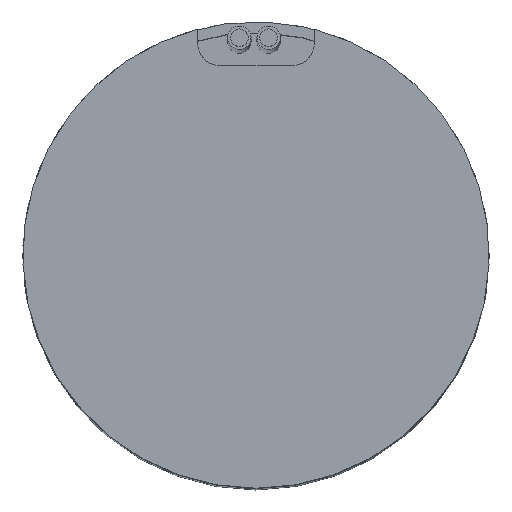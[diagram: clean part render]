
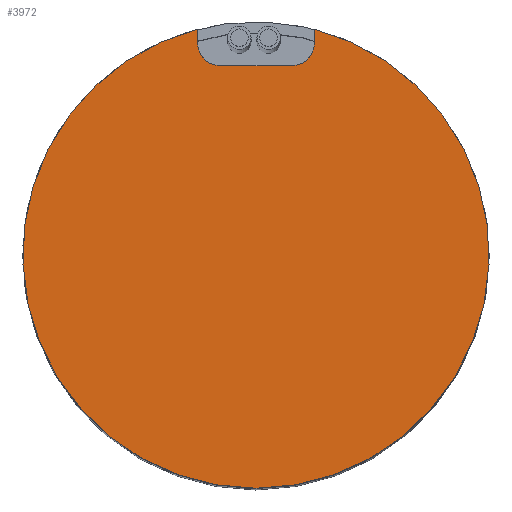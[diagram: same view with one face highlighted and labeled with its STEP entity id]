
A CAD part, top view. The second image highlights one B-rep face of the part: STEP entity #3972.
In plain terms, the highlighted face is planar.
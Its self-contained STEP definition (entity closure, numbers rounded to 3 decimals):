
#194 = VERTEX_POINT ( 'NONE', #2583 ) ;
#298 = CARTESIAN_POINT ( 'NONE',  ( -19.598, -4., 0. ) ) ;
#319 = VERTEX_POINT ( 'NONE', #2616 ) ;
#436 = PLANE ( 'NONE',  #2072 ) ;
#512 = LINE ( 'NONE', #4116, #4745 ) ;
#706 = CARTESIAN_POINT ( 'NONE',  ( -14.5, 4., 0. ) ) ;
#722 = CARTESIAN_POINT ( 'NONE',  ( -14.5, 4., 0. ) ) ;
#822 = VERTEX_POINT ( 'NONE', #3036 ) ;
#969 = AXIS2_PLACEMENT_3D ( 'NONE', #985, #3921, #1379 ) ;
#985 = CARTESIAN_POINT ( 'NONE',  ( -14.5, -2.5, 0. ) ) ;
#1022 = ORIENTED_EDGE ( 'NONE', *, *, #4475, .F. ) ;
#1184 = VECTOR ( 'NONE', #3239, 1000. ) ;
#1271 = EDGE_CURVE ( 'NONE', #1987, #2988, #3931, .T. ) ;
#1379 = DIRECTION ( 'NONE',  ( -1., 0., 0. ) ) ;
#1676 = CARTESIAN_POINT ( 'NONE',  ( -14.5, 2.5, 0. ) ) ;
#1690 = DIRECTION ( 'NONE',  ( 1., 0., 0. ) ) ;
#1691 = EDGE_CURVE ( 'NONE', #194, #3866, #512, .T. ) ;
#1877 = FACE_OUTER_BOUND ( 'NONE', #2524, .T. ) ;
#1987 = VERTEX_POINT ( 'NONE', #3962 ) ;
#2072 = AXIS2_PLACEMENT_3D ( 'NONE', #5077, #4251, #1690 ) ;
#2102 = DIRECTION ( 'NONE',  ( -1., 0., 0. ) ) ;
#2462 = CARTESIAN_POINT ( 'NONE',  ( 0., 0., 0. ) ) ;
#2524 = EDGE_LOOP ( 'NONE', ( #4191, #2732, #1022, #5425, #5209, #5134 ) ) ;
#2583 = CARTESIAN_POINT ( 'NONE',  ( -13., 2.5, 0. ) ) ;
#2616 = CARTESIAN_POINT ( 'NONE',  ( -15.492, -4., 0. ) ) ;
#2732 = ORIENTED_EDGE ( 'NONE', *, *, #1271, .F. ) ;
#2882 = CARTESIAN_POINT ( 'NONE',  ( -13., -2.5, 0. ) ) ;
#2886 = DIRECTION ( 'NONE',  ( 1., 0., 0. ) ) ;
#2988 = VERTEX_POINT ( 'NONE', #722 ) ;
#3003 = AXIS2_PLACEMENT_3D ( 'NONE', #1676, #4668, #2102 ) ;
#3036 = CARTESIAN_POINT ( 'NONE',  ( -14.5, -4., 0. ) ) ;
#3090 = AXIS2_PLACEMENT_3D ( 'NONE', #2462, #5464, #2886 ) ;
#3169 = CIRCLE ( 'NONE', #969, 1.5 ) ;
#3239 = DIRECTION ( 'NONE',  ( -1., 0., 0. ) ) ;
#3246 = DIRECTION ( 'NONE',  ( 0., -1., 0. ) ) ;
#3473 = LINE ( 'NONE', #298, #1184 ) ;
#3519 = EDGE_CURVE ( 'NONE', #822, #319, #3473, .T. ) ;
#3630 = DIRECTION ( 'NONE',  ( 1., 0., 0. ) ) ;
#3731 = CIRCLE ( 'NONE', #3003, 1.5 ) ;
#3866 = VERTEX_POINT ( 'NONE', #2882 ) ;
#3921 = DIRECTION ( 'NONE',  ( 0., 0., -1. ) ) ;
#3931 = LINE ( 'NONE', #706, #5096 ) ;
#3962 = CARTESIAN_POINT ( 'NONE',  ( -15.492, 4., 0. ) ) ;
#3972 = ADVANCED_FACE ( 'NONE', ( #1877 ), #436, .F. ) ;
#4116 = CARTESIAN_POINT ( 'NONE',  ( -13., 2.5, 0. ) ) ;
#4191 = ORIENTED_EDGE ( 'NONE', *, *, #4590, .F. ) ;
#4251 = DIRECTION ( 'NONE',  ( 0., 0., 1. ) ) ;
#4475 = EDGE_CURVE ( 'NONE', #319, #1987, #5142, .T. ) ;
#4590 = EDGE_CURVE ( 'NONE', #2988, #194, #3731, .T. ) ;
#4668 = DIRECTION ( 'NONE',  ( 0., 0., -1. ) ) ;
#4745 = VECTOR ( 'NONE', #3246, 1000. ) ;
#5077 = CARTESIAN_POINT ( 'NONE',  ( 0., 0., 0. ) ) ;
#5096 = VECTOR ( 'NONE', #3630, 1000. ) ;
#5134 = ORIENTED_EDGE ( 'NONE', *, *, #1691, .F. ) ;
#5142 = CIRCLE ( 'NONE', #3090, 16. ) ;
#5204 = EDGE_CURVE ( 'NONE', #3866, #822, #3169, .T. ) ;
#5209 = ORIENTED_EDGE ( 'NONE', *, *, #5204, .F. ) ;
#5425 = ORIENTED_EDGE ( 'NONE', *, *, #3519, .F. ) ;
#5464 = DIRECTION ( 'NONE',  ( 0., 0., 1. ) ) ;
